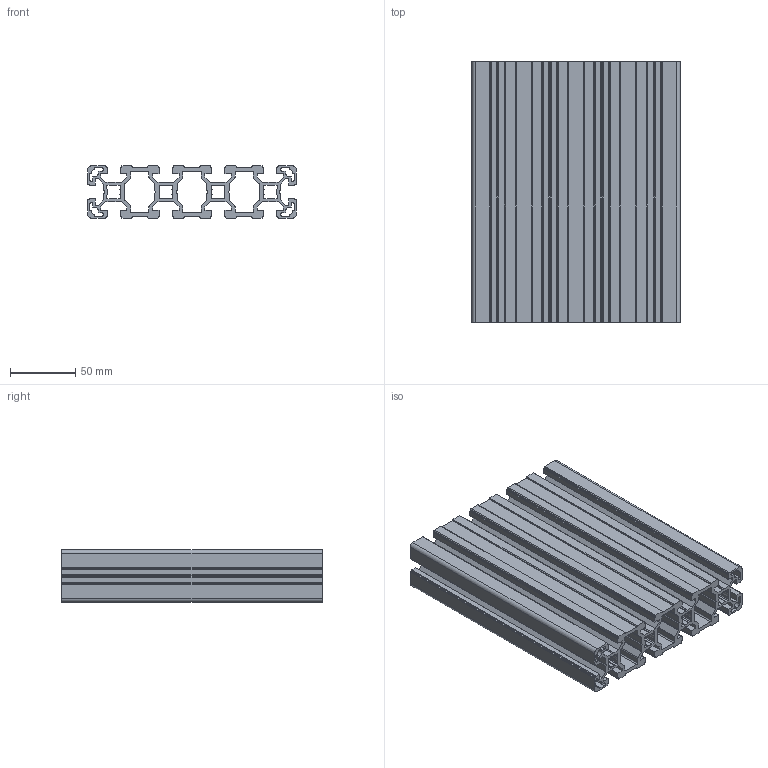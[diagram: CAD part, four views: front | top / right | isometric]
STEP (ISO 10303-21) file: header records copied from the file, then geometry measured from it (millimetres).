
FILE_DESCRIPTION(/* description */ ('Aluminiumprofil 40x160L'),/* implementation_level */ '2;1');
FILE_NAME(/* name */ '411993143 Aluminiumprofil 40x160L.stp',/* time_stamp */ '2019-07-03T10:09:48+02:00',/* author */ ('wheldmann'),/* organization */ (''),/* preprocessor_version */ 'ST-DEVELOPER v17.2',/* originating_system */ 'Autodesk Inventor 2019',/* authorisation */ ' ');
FILE_SCHEMA (('AUTOMOTIVE_DESIGN { 1 0 10303 214 3 1 1 }'));
Length unit declared in the file: millimetre
Products named in the file (1): 411993143
Bounding box: 160 x 200 x 40 mm (x, y, z)
Volume: 423607.8 mm3; surface area: 287673.6 mm2
Topology: 1 solids, 1 shells, 646 faces, 1932 edges, 1288 vertices
Faces by surface type: plane 350, cylinder 296
Entity records: 21953 total; most frequent: CARTESIAN_POINT 3867, ORIENTED_EDGE 3864, DIRECTION 3818, EDGE_CURVE 1932, LINE 1340, VECTOR 1340, VERTEX_POINT 1288, AXIS2_PLACEMENT_3D 1239
